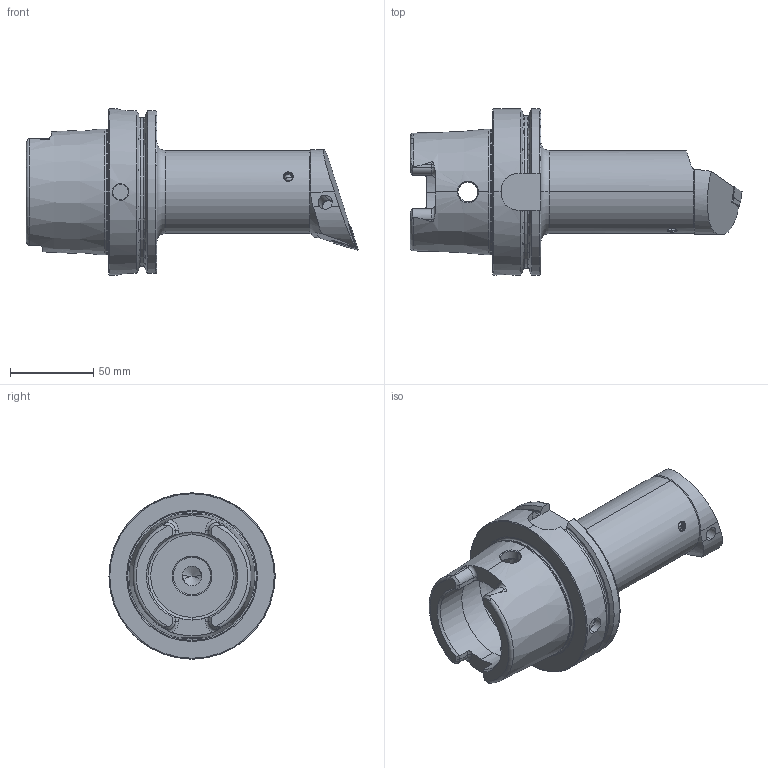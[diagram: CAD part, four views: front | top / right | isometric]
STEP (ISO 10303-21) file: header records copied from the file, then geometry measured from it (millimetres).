
FILE_DESCRIPTION (( 'STEP AP214' ), '1' );
FILE_NAME ('HA0-PDF.RQD.150.STEP', '2015-02-16T13:52:20', ( 'SWIAdmin' ), ( 'Hewlett-Packard Company' ), 'SwSTEP 2.0', 'SolidWorks 2012', '' );
FILE_SCHEMA (( 'AUTOMOTIVE_DESIGN' ));
Length unit declared in the file: millimetre
Products named in the file (7): KVT_MB_600_060; WDF-ER3.101.000_A; WCD-ER4.101.017_A; DNMG150604; WDF-ER2.101.003_A; HA0-PDF.RQD.150_A_Fertigbearbeitung; HA0-PDF.RQD.150
Assembly tree (6 placements, depth 2):
  HA0-PDF.RQD.150
    HA0-PDF.RQD.150_A_Fertigbearbeitung
    WDF-ER2.101.003_A
    DNMG150604
    WCD-ER4.101.017_A
    WDF-ER3.101.000_A
    KVT_MB_600_060
Bounding box: 199.9 x 100 x 100 mm (x, y, z)
Volume: 448980.1 mm3; surface area: 74214.3 mm2
Topology: 7 solids, 7 shells, 358 faces, 913 edges, 557 vertices
Faces by surface type: plane 108, cylinder 102, cone 90, torus 40, bspline 16, sphere 2
Entity records: 14079 total; most frequent: CARTESIAN_POINT 4255, ORIENTED_EDGE 1792, DIRECTION 1691, EDGE_CURVE 896, AXIS2_PLACEMENT_3D 660, VERTEX_POINT 554, EDGE_LOOP 376, LINE 371
